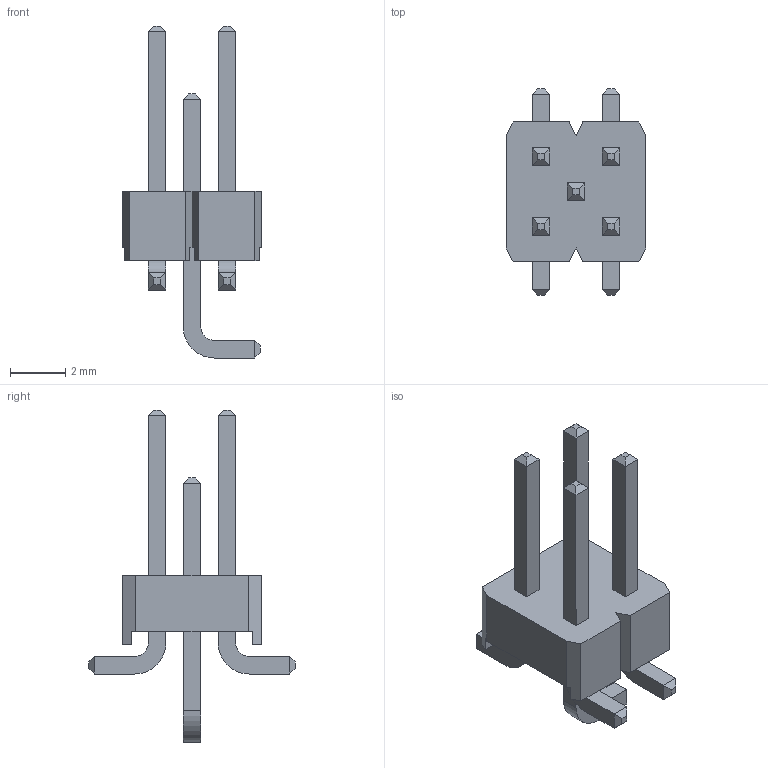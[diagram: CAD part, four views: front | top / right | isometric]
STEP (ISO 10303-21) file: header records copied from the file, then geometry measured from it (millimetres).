
FILE_DESCRIPTION( ( 'Unknown' ), '1' );
FILE_NAME( '61000421121.stp', 'Unknown', ( 'Unknown' ), ( 'Unknown' ), 'PSStep 14.0', 'Unknown', ' ' );
FILE_SCHEMA( ( 'AUTOMOTIVE_DESIGN { 1 0 10303 214 1 1 1 1 }' ) );
Length unit declared in the file: millimetre
Products named in the file (3): Assem1; 61000421121; 6100xx21121_PIN
Bounding box: 5.08 x 7.5 x 12.07 mm (x, y, z)
Volume: 122.5 mm3; surface area: 388.5 mm2
Topology: 7 solids, 7 shells, 170 faces, 428 edges, 272 vertices
Faces by surface type: plane 160, cylinder 10
Entity records: 2298 total; most frequent: CARTESIAN_POINT 318, ORIENTED_EDGE 308, DIRECTION 286, EDGE_CURVE 154, LINE 150, VECTOR 150, VERTEX_POINT 100, AXIS2_PLACEMENT_3D 68
